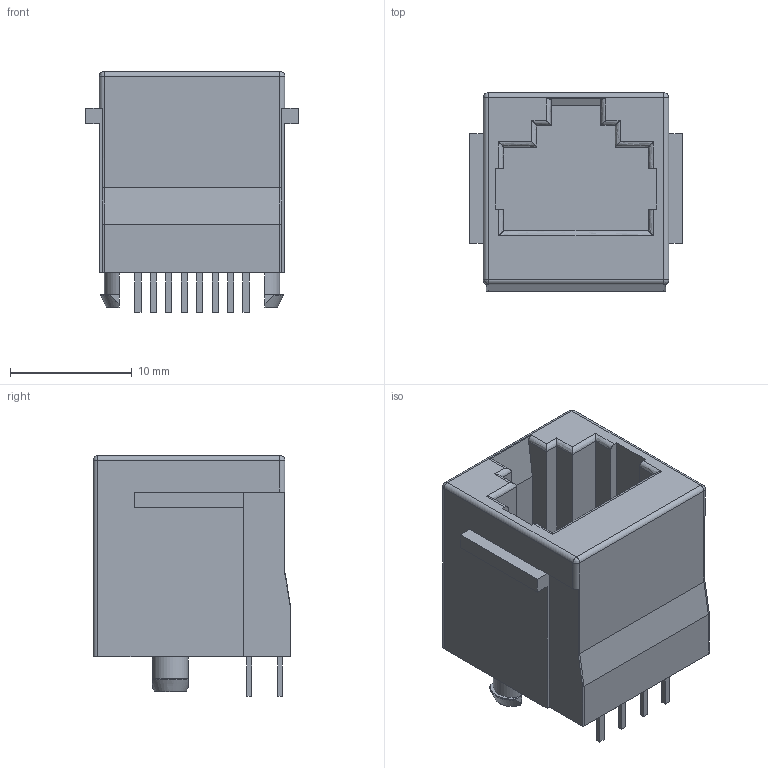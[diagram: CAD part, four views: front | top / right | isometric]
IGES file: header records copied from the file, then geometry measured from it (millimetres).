
Start section: SolidWorks IGES file using analytic representation for surfaces
Global section: file name: GDCX-PA-88_rA3.IGS; native system: SolidWorks 2014; preprocessor: SolidWorks 2014; author: Garrett; date: 180627.100049; units: millimetre
Bounding box: 17.5 x 16.29 x 19.81 mm (x, y, z)
Surface area: 2202.3 mm2 (no closed solid volume)
Topology: 0 solids, 0 shells, 139 faces, 924 edges, 920 vertices
Faces by surface type: bspline 106, revolution 33
